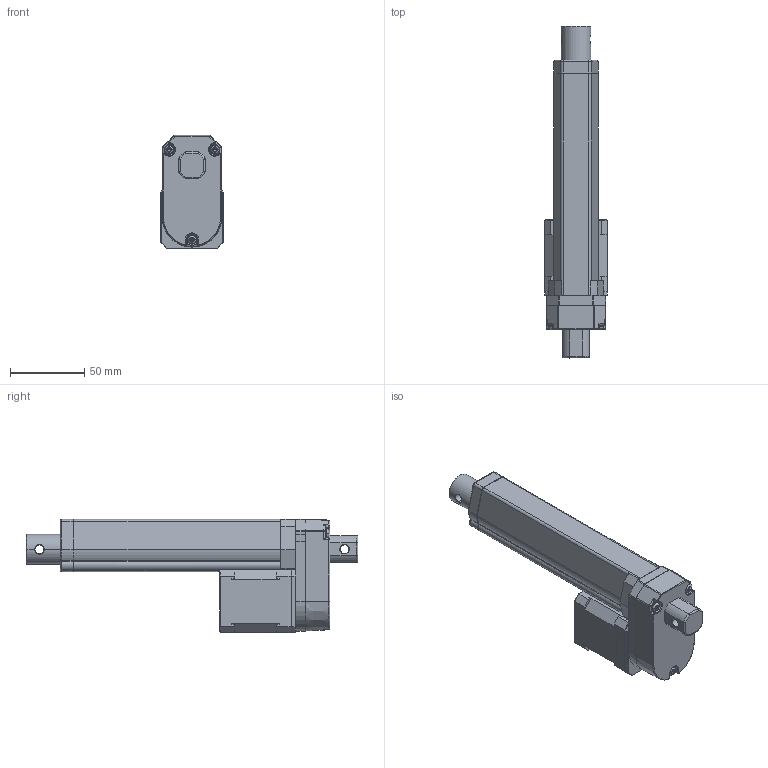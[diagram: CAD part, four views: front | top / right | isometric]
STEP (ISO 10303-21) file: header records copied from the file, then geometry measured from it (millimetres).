
FILE_DESCRIPTION((''),'2;1');
FILE_NAME('TGA-SC_ASM','2022-03-18T',('Administrator'),(''),'PRO/ENGINEER BY PARAMETRIC TECHNOLOGY CORPORATION, 2008380','PRO/ENGINEER BY PARAMETRIC TECHNOLOGY CORPORATION, 2008380','');
FILE_SCHEMA(('CONFIG_CONTROL_DESIGN'));
Length unit declared in the file: millimetre
Products named in the file (7): TGA-A-UP_AF0; END; TGA-A-WAIKE_AF0; TGA-A-FENGTOU; NEIGUAN; BUJINMOTOR; TGA-SC_ASM
Assembly tree (6 placements, depth 2):
  TGA-SC_ASM
    TGA-A-UP_AF0
    END
    TGA-A-WAIKE_AF0
    TGA-A-FENGTOU
    NEIGUAN
    BUJINMOTOR
Bounding box: 42 x 223 x 76 mm (x, y, z)
Volume: 353936.1 mm3; surface area: 67462.4 mm2
Topology: 7 solids, 7 shells, 405 faces, 1014 edges, 628 vertices
Faces by surface type: plane 221, cylinder 94, bspline 44, torus 22, cone 22, sphere 2
Entity records: 14474 total; most frequent: CARTESIAN_POINT 4882, ORIENTED_EDGE 2016, DIRECTION 1883, EDGE_CURVE 1008, AXIS2_PLACEMENT_3D 628, VERTEX_POINT 628, VECTOR 627, LINE 627
